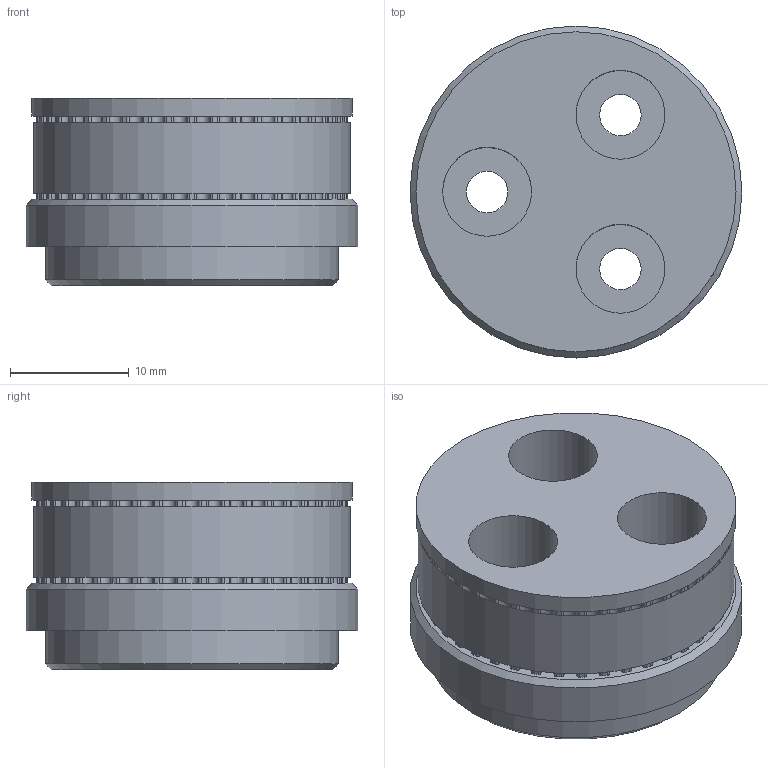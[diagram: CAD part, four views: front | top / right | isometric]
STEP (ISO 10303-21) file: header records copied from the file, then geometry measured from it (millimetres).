
FILE_DESCRIPTION(/* description */ (''),/* implementation_level */ '2;1');
FILE_NAME(/* name */ 'J2_PULLEY_INNER.stp',/* time_stamp */ '2022-07-20T21:21:15+09:00',/* author */ (''),/* organization */ (''),/* preprocessor_version */ 'ST-DEVELOPER v16.7',/* originating_system */ '',/* authorisation */ '');
FILE_SCHEMA (('AUTOMOTIVE_DESIGN { 1 0 10303 214 3 1 1 1 }'));
Length unit declared in the file: millimetre
Products named in the file (1): J2_PULLEY_INNER
Bounding box: 28 x 28 x 15.8 mm (x, y, z)
Volume: 6803.2 mm3; surface area: 4259.5 mm2
Topology: 1 solids, 2 shells, 188 faces, 544 edges, 365 vertices
Faces by surface type: cylinder 178, plane 8, cone 2
Full cylindrical faces by diameter (mm): 3.5 x3, 7.5 x3, 24.7 x1, 26.738 x1, 27 x1, 28 x1
Entity records: 6396 total; most frequent: DIRECTION 1268, CARTESIAN_POINT 1077, ORIENTED_EDGE 1050, AXIS2_PLACEMENT_3D 550, EDGE_CURVE 526, CIRCLE 360, VERTEX_POINT 358, EDGE_LOOP 212
